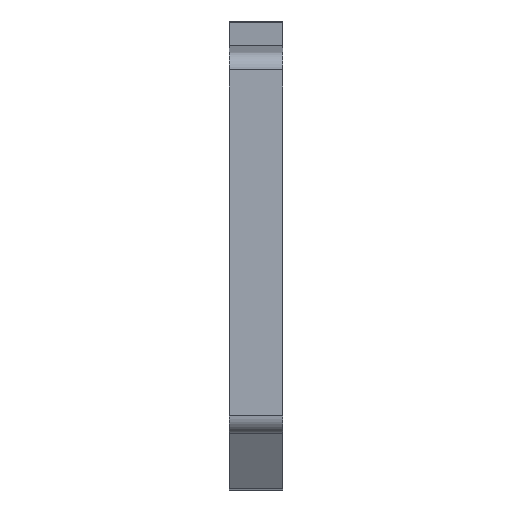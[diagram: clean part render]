
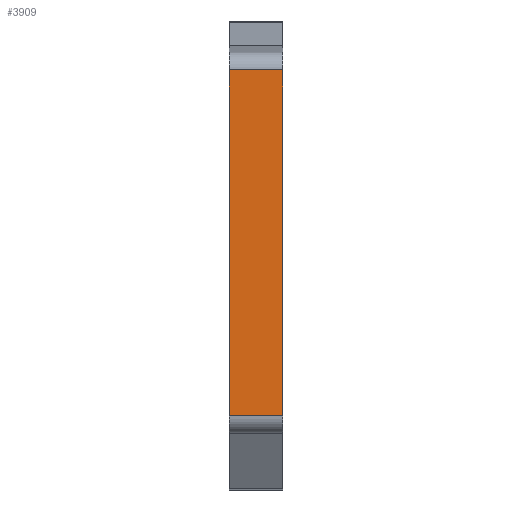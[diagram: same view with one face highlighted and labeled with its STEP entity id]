
A CAD part, left-side view. The second image highlights one B-rep face of the part: STEP entity #3909.
In plain terms, the highlighted planar face has unit normal (-1, 0, 0).
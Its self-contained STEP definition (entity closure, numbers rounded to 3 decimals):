
#224=FACE_OUTER_BOUND('',#420,.T.);
#420=EDGE_LOOP('',(#2843,#2844,#2845,#2846));
#737=LINE('',#5642,#1244);
#738=LINE('',#5645,#1245);
#739=LINE('',#5647,#1246);
#740=LINE('',#5648,#1247);
#1244=VECTOR('',#4639,10.);
#1245=VECTOR('',#4642,10.);
#1246=VECTOR('',#4643,10.);
#1247=VECTOR('',#4644,10.);
#1746=VERTEX_POINT('',#5638);
#1747=VERTEX_POINT('',#5640);
#1748=VERTEX_POINT('',#5644);
#1749=VERTEX_POINT('',#5646);
#2177=EDGE_CURVE('',#1746,#1747,#737,.T.);
#2178=EDGE_CURVE('',#1746,#1748,#738,.T.);
#2179=EDGE_CURVE('',#1749,#1747,#739,.T.);
#2180=EDGE_CURVE('',#1748,#1749,#740,.T.);
#2843=ORIENTED_EDGE('',*,*,#2178,.F.);
#2844=ORIENTED_EDGE('',*,*,#2177,.T.);
#2845=ORIENTED_EDGE('',*,*,#2179,.F.);
#2846=ORIENTED_EDGE('',*,*,#2180,.F.);
#3720=PLANE('',#4165);
#3909=ADVANCED_FACE('',(#224),#3720,.T.);
#4165=AXIS2_PLACEMENT_3D('',#5643,#4640,#4641);
#4639=DIRECTION('',(0.,1.,0.));
#4640=DIRECTION('center_axis',(-1.,0.,0.));
#4641=DIRECTION('ref_axis',(0.,0.,1.));
#4642=DIRECTION('',(0.,0.,-1.));
#4643=DIRECTION('',(0.,0.,1.));
#4644=DIRECTION('',(0.,1.,0.));
#5638=CARTESIAN_POINT('',(-73.557,0.,45.228));
#5640=CARTESIAN_POINT('',(-73.557,13.2,45.228));
#5642=CARTESIAN_POINT('',(-73.557,0.,45.228));
#5643=CARTESIAN_POINT('Origin',(-73.557,0.,-40.352));
#5644=CARTESIAN_POINT('',(-73.557,0.,-40.352));
#5645=CARTESIAN_POINT('',(-73.557,0.,45.228));
#5646=CARTESIAN_POINT('',(-73.557,13.2,-40.352));
#5647=CARTESIAN_POINT('',(-73.557,13.2,45.228));
#5648=CARTESIAN_POINT('',(-73.557,0.,-40.352));
